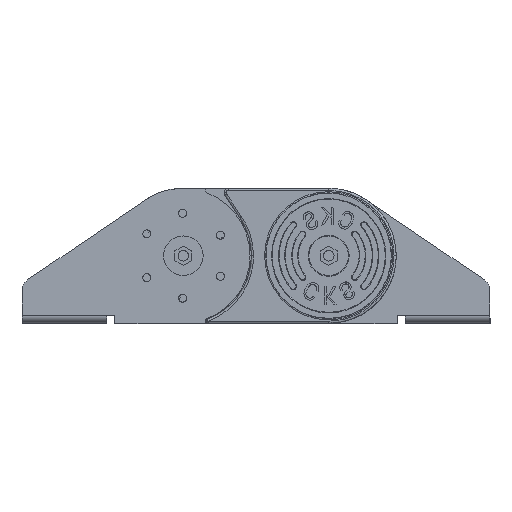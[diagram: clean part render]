
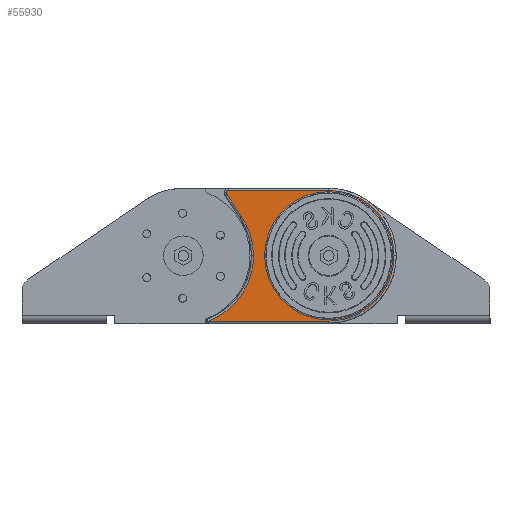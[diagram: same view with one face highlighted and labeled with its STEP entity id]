
A CAD part, top view. The second image highlights one B-rep face of the part: STEP entity #55930.
In plain terms, the highlighted planar face has unit normal (0, 0, 1).
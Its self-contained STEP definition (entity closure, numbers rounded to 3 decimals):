
#174 = CARTESIAN_POINT ( 'NONE',  ( -1.172, 11.251, -98.955 ) ) ;
#242 = ORIENTED_EDGE ( 'NONE', *, *, #37498, .F. ) ;
#1101 = VERTEX_POINT ( 'NONE', #47205 ) ;
#1680 = EDGE_CURVE ( 'NONE', #9071, #47079, #35760, .T. ) ;
#1871 = CARTESIAN_POINT ( 'NONE',  ( 53.986, 49.615, -98.955 ) ) ;
#2193 =( BOUNDED_CURVE ( )  B_SPLINE_CURVE ( 3, ( #47015, #16765, #47208, #3112 ),
 .UNSPECIFIED., .F., .F. ) 
 B_SPLINE_CURVE_WITH_KNOTS ( ( 4, 4 ),
 ( 0., 0.287 ),
 .UNSPECIFIED. ) 
 CURVE ( )  GEOMETRIC_REPRESENTATION_ITEM ( )  RATIONAL_B_SPLINE_CURVE ( ( 1., 0.9, 0.828, 0.786 ) ) 
 REPRESENTATION_ITEM ( '' )  );
#2204 = DIRECTION ( 'NONE',  ( 0., 1., 0. ) ) ;
#2237 = CARTESIAN_POINT ( 'NONE',  ( -1.172, 0.201, -98.955 ) ) ;
#3071 = EDGE_CURVE ( 'NONE', #21820, #29791, #2193, .T. ) ;
#3112 = CARTESIAN_POINT ( 'NONE',  ( -21.789, 47.968, -98.955 ) ) ;
#5475 = EDGE_CURVE ( 'NONE', #29791, #11909, #12629, .T. ) ;
#5683 = VECTOR ( 'NONE', #29902, 1000. ) ;
#6009 = LINE ( 'NONE', #1871, #44194 ) ;
#6104 = ORIENTED_EDGE ( 'NONE', *, *, #27807, .F. ) ;
#7603 = CARTESIAN_POINT ( 'NONE',  ( -20.142, 49.615, -98.955 ) ) ;
#7870 = EDGE_CURVE ( 'NONE', #32739, #21820, #15471, .T. ) ;
#8481 = CARTESIAN_POINT ( 'NONE',  ( 55.708, 49.615, -98.955 ) ) ;
#8565 = EDGE_LOOP ( 'NONE', ( #19802, #46811 ) ) ;
#9071 = VERTEX_POINT ( 'NONE', #9944 ) ;
#9664 = FACE_BOUND ( 'NONE', #8565, .T. ) ;
#9666 = EDGE_CURVE ( 'NONE', #11909, #30574, #6009, .T. ) ;
#9944 = CARTESIAN_POINT ( 'NONE',  ( 7.228, 0.201, -98.955 ) ) ;
#10496 = CARTESIAN_POINT ( 'NONE',  ( -21.789, 47.968, -98.955 ) ) ;
#10600 = CARTESIAN_POINT ( 'NONE',  ( 105.122, 0.201, -98.955 ) ) ;
#10831 = ORIENTED_EDGE ( 'NONE', *, *, #9666, .F. ) ;
#11909 = VERTEX_POINT ( 'NONE', #34210 ) ;
#11976 = CARTESIAN_POINT ( 'NONE',  ( -21.789, 47.968, -98.955 ) ) ;
#12629 =( BOUNDED_CURVE ( )  B_SPLINE_CURVE ( 3, ( #11976, #24979, #51468, #7603 ),
 .UNSPECIFIED., .F., .F. ) 
 B_SPLINE_CURVE_WITH_KNOTS ( ( 4, 4 ),
 ( 0.287, 1. ),
 .UNSPECIFIED. ) 
 CURVE ( )  GEOMETRIC_REPRESENTATION_ITEM ( )  RATIONAL_B_SPLINE_CURVE ( ( 0.786, 0.68, 0.751, 1. ) ) 
 REPRESENTATION_ITEM ( '' )  );
#12778 = CARTESIAN_POINT ( 'NONE',  ( 53.986, -50.877, -98.955 ) ) ;
#12976 = DIRECTION ( 'NONE',  ( 0., 0., -1. ) ) ;
#13095 = EDGE_CURVE ( 'NONE', #39194, #41679, #51344, .T. ) ;
#13661 = CARTESIAN_POINT ( 'NONE',  ( -21.522, 47.069, -98.955 ) ) ;
#13892 = EDGE_LOOP ( 'NONE', ( #33388, #242, #44660, #10831, #15970, #44458, #35336, #6104, #34573 ) ) ;
#15194 = CARTESIAN_POINT ( 'NONE',  ( 105.122, -32.742, -98.955 ) ) ;
#15471 = LINE ( 'NONE', #40945, #33224 ) ;
#15970 = ORIENTED_EDGE ( 'NONE', *, *, #5475, .F. ) ;
#16642 = CARTESIAN_POINT ( 'NONE',  ( 80.415, 49.615, -98.955 ) ) ;
#16765 = CARTESIAN_POINT ( 'NONE',  ( -21.69, 47.327, -98.955 ) ) ;
#19151 = CARTESIAN_POINT ( 'NONE',  ( -1.172, -23.39, -98.955 ) ) ;
#19802 = ORIENTED_EDGE ( 'NONE', *, *, #48796, .F. ) ;
#20521 = AXIS2_PLACEMENT_3D ( 'NONE', #42656, #24841, #55122 ) ;
#21251 = FACE_OUTER_BOUND ( 'NONE', #13892, .T. ) ;
#21446 = CARTESIAN_POINT ( 'NONE',  ( 105.122, 33.144, -98.955 ) ) ;
#21820 = VERTEX_POINT ( 'NONE', #13661 ) ;
#23255 = CARTESIAN_POINT ( 'NONE',  ( -10.383, 29.97, -98.955 ) ) ;
#23608 = DIRECTION ( 'NONE',  ( 1., 0., 0. ) ) ;
#24841 = DIRECTION ( 'NONE',  ( 0., 0., 1. ) ) ;
#24979 = CARTESIAN_POINT ( 'NONE',  ( -21.789, 48.98, -98.955 ) ) ;
#26311 = CARTESIAN_POINT ( 'NONE',  ( 53.986, -49.213, -98.955 ) ) ;
#26790 = LINE ( 'NONE', #26311, #5683 ) ;
#27099 = DIRECTION ( 'NONE',  ( -0.546, 0.838, 0. ) ) ;
#27194 = AXIS2_PLACEMENT_3D ( 'NONE', #28255, #50454, #2204 ) ;
#27807 = EDGE_CURVE ( 'NONE', #41679, #32739, #37763, .T. ) ;
#28255 = CARTESIAN_POINT ( 'NONE',  ( 55.708, 0.201, -98.955 ) ) ;
#29791 = VERTEX_POINT ( 'NONE', #10496 ) ;
#29902 = DIRECTION ( 'NONE',  ( -1., 0., 0. ) ) ;
#30463 = PLANE ( 'NONE',  #55803 ) ;
#30574 = VERTEX_POINT ( 'NONE', #35539 ) ;
#32693 = VERTEX_POINT ( 'NONE', #48683 ) ;
#32739 = VERTEX_POINT ( 'NONE', #23255 ) ;
#32916 = CARTESIAN_POINT ( 'NONE',  ( 80.415, -49.213, -98.955 ) ) ;
#33111 = CARTESIAN_POINT ( 'NONE',  ( 55.708, -49.213, -98.955 ) ) ;
#33224 = VECTOR ( 'NONE', #27099, 1000. ) ;
#33388 = ORIENTED_EDGE ( 'NONE', *, *, #45171, .F. ) ;
#34210 = CARTESIAN_POINT ( 'NONE',  ( -20.142, 49.615, -98.955 ) ) ;
#34573 = ORIENTED_EDGE ( 'NONE', *, *, #13095, .F. ) ;
#35336 = ORIENTED_EDGE ( 'NONE', *, *, #7870, .F. ) ;
#35539 = CARTESIAN_POINT ( 'NONE',  ( 55.708, 49.615, -98.955 ) ) ;
#35760 = CIRCLE ( 'NONE', #20521, 48.481 ) ;
#37498 = EDGE_CURVE ( 'NONE', #1101, #32693, #47799, .T. ) ;
#37763 =( BOUNDED_CURVE ( )  B_SPLINE_CURVE ( 3, ( #56158, #174, #39517, #52384 ),
 .UNSPECIFIED., .F., .F. ) 
 B_SPLINE_CURVE_WITH_KNOTS ( ( 4, 4 ),
 ( 0.659, 1. ),
 .UNSPECIFIED. ) 
 CURVE ( )  GEOMETRIC_REPRESENTATION_ITEM ( )  RATIONAL_B_SPLINE_CURVE ( ( 0.827, 0.855, 0.913, 1. ) ) 
 REPRESENTATION_ITEM ( '' )  );
#38458 = DIRECTION ( 'NONE',  ( 1., 0., 0. ) ) ;
#38742 = CARTESIAN_POINT ( 'NONE',  ( 105.122, 0.201, -98.955 ) ) ;
#38794 =( BOUNDED_CURVE ( )  B_SPLINE_CURVE ( 3, ( #8481, #16642, #21446, #38742 ),
 .UNSPECIFIED., .F., .F. ) 
 B_SPLINE_CURVE_WITH_KNOTS ( ( 4, 4 ),
 ( 0., 0.5 ),
 .UNSPECIFIED. ) 
 CURVE ( )  GEOMETRIC_REPRESENTATION_ITEM ( )  RATIONAL_B_SPLINE_CURVE ( ( 1., 0.667, 0.5, 0.5 ) ) 
 REPRESENTATION_ITEM ( '' )  );
#39194 = VERTEX_POINT ( 'NONE', #44685 ) ;
#39517 = CARTESIAN_POINT ( 'NONE',  ( -4.536, 21.427, -98.955 ) ) ;
#40945 = CARTESIAN_POINT ( 'NONE',  ( 46.749, -57.734, -98.955 ) ) ;
#41679 = VERTEX_POINT ( 'NONE', #45411 ) ;
#42656 = CARTESIAN_POINT ( 'NONE',  ( 55.708, 0.201, -98.955 ) ) ;
#43758 = EDGE_CURVE ( 'NONE', #30574, #1101, #38794, .T. ) ;
#44194 = VECTOR ( 'NONE', #23608, 1000. ) ;
#44458 = ORIENTED_EDGE ( 'NONE', *, *, #3071, .F. ) ;
#44660 = ORIENTED_EDGE ( 'NONE', *, *, #43758, .F. ) ;
#44685 = CARTESIAN_POINT ( 'NONE',  ( -35.538, -49.213, -98.955 ) ) ;
#45171 = EDGE_CURVE ( 'NONE', #32693, #39194, #26790, .T. ) ;
#45411 = CARTESIAN_POINT ( 'NONE',  ( -1.172, 0.201, -98.955 ) ) ;
#46811 = ORIENTED_EDGE ( 'NONE', *, *, #1680, .F. ) ;
#47015 = CARTESIAN_POINT ( 'NONE',  ( -21.522, 47.069, -98.955 ) ) ;
#47079 = VERTEX_POINT ( 'NONE', #53018 ) ;
#47205 = CARTESIAN_POINT ( 'NONE',  ( 105.122, 0.201, -98.955 ) ) ;
#47208 = CARTESIAN_POINT ( 'NONE',  ( -21.789, 47.633, -98.955 ) ) ;
#47799 =( BOUNDED_CURVE ( )  B_SPLINE_CURVE ( 3, ( #10600, #15194, #32916, #33111 ),
 .UNSPECIFIED., .F., .T. ) 
 B_SPLINE_CURVE_WITH_KNOTS ( ( 4, 4 ),
 ( 0.5, 1. ),
 .UNSPECIFIED. ) 
 CURVE ( )  GEOMETRIC_REPRESENTATION_ITEM ( )  RATIONAL_B_SPLINE_CURVE ( ( 0.5, 0.5, 0.667, 1. ) ) 
 REPRESENTATION_ITEM ( '' )  );
#48683 = CARTESIAN_POINT ( 'NONE',  ( 55.708, -49.213, -98.955 ) ) ;
#48796 = EDGE_CURVE ( 'NONE', #47079, #9071, #50939, .T. ) ;
#50296 = CARTESIAN_POINT ( 'NONE',  ( -35.538, -49.213, -98.955 ) ) ;
#50454 = DIRECTION ( 'NONE',  ( 0., 0., 1. ) ) ;
#50939 = CIRCLE ( 'NONE', #27194, 48.481 ) ;
#51344 =( BOUNDED_CURVE ( )  B_SPLINE_CURVE ( 3, ( #50296, #54606, #19151, #2237 ),
 .UNSPECIFIED., .F., .F. ) 
 B_SPLINE_CURVE_WITH_KNOTS ( ( 4, 4 ),
 ( 0., 0.659 ),
 .UNSPECIFIED. ) 
 CURVE ( )  GEOMETRIC_REPRESENTATION_ITEM ( )  RATIONAL_B_SPLINE_CURVE ( ( 1., 0.831, 0.773, 0.827 ) ) 
 REPRESENTATION_ITEM ( '' )  );
#51468 = CARTESIAN_POINT ( 'NONE',  ( -21.058, 49.615, -98.955 ) ) ;
#52384 = CARTESIAN_POINT ( 'NONE',  ( -10.383, 29.97, -98.955 ) ) ;
#53018 = CARTESIAN_POINT ( 'NONE',  ( 104.189, 0.201, -98.955 ) ) ;
#54606 = CARTESIAN_POINT ( 'NONE',  ( -14.955, -41.573, -98.955 ) ) ;
#55122 = DIRECTION ( 'NONE',  ( 0., 1., 0. ) ) ;
#55803 = AXIS2_PLACEMENT_3D ( 'NONE', #12778, #12976, #38458 ) ;
#55930 = ADVANCED_FACE ( 'NONE', ( #21251, #9664 ), #30463, .F. ) ;
#56158 = CARTESIAN_POINT ( 'NONE',  ( -1.172, 0.201, -98.955 ) ) ;
